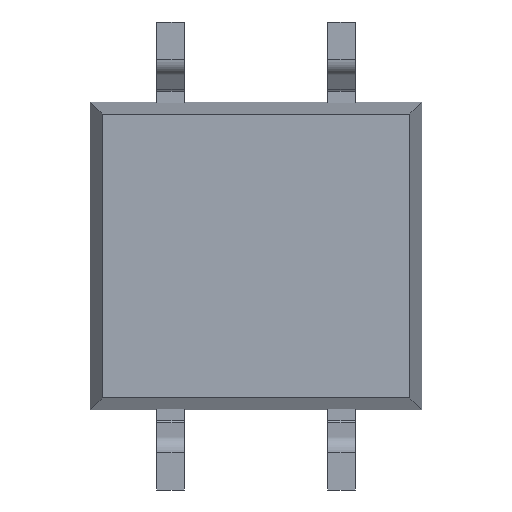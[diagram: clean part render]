
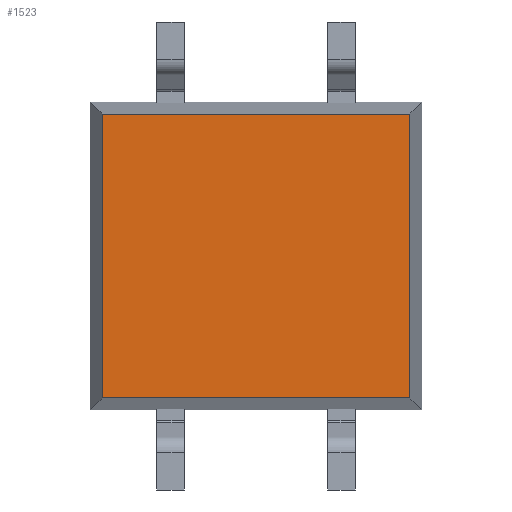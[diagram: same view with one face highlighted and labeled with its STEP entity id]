
A CAD part, front view. The second image highlights one B-rep face of the part: STEP entity #1523.
In plain terms, the highlighted planar face has unit normal (0, -1, 0).
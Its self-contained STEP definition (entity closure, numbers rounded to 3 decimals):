
#16 = EDGE_LOOP ( 'NONE', ( #1939, #2689, #142, #207 ) ) ;
#20 = DIRECTION ( 'NONE',  ( 0., 0., -1. ) ) ;
#132 = CARTESIAN_POINT ( 'NONE',  ( 2.284, -1.06, 2.109 ) ) ;
#142 = ORIENTED_EDGE ( 'NONE', *, *, #2004, .F. ) ;
#150 = FACE_OUTER_BOUND ( 'NONE', #16, .T. ) ;
#180 = CARTESIAN_POINT ( 'NONE',  ( -2.284, -1.06, 2.109 ) ) ;
#207 = ORIENTED_EDGE ( 'NONE', *, *, #253, .F. ) ;
#253 = EDGE_CURVE ( 'NONE', #1575, #591, #518, .T. ) ;
#297 = LINE ( 'NONE', #1043, #1341 ) ;
#363 = VERTEX_POINT ( 'NONE', #2201 ) ;
#518 = LINE ( 'NONE', #867, #2066 ) ;
#591 = VERTEX_POINT ( 'NONE', #132 ) ;
#689 = PLANE ( 'NONE',  #2551 ) ;
#701 = EDGE_CURVE ( 'NONE', #363, #2381, #2039, .T. ) ;
#867 = CARTESIAN_POINT ( 'NONE',  ( 0., -1.06, 2.109 ) ) ;
#879 = DIRECTION ( 'NONE',  ( 1., 0., 0. ) ) ;
#934 = VECTOR ( 'NONE', #1269, 1000. ) ;
#1015 = CARTESIAN_POINT ( 'NONE',  ( 2.284, -1.06, 0. ) ) ;
#1043 = CARTESIAN_POINT ( 'NONE',  ( -2.284, -1.06, 0. ) ) ;
#1243 = CARTESIAN_POINT ( 'NONE',  ( -2.284, -1.06, -2.109 ) ) ;
#1269 = DIRECTION ( 'NONE',  ( -1., 0., 0. ) ) ;
#1341 = VECTOR ( 'NONE', #1661, 1000. ) ;
#1501 = DIRECTION ( 'NONE',  ( 0., 1., 0. ) ) ;
#1523 = ADVANCED_FACE ( 'NONE', ( #150 ), #689, .F. ) ;
#1554 = LINE ( 'NONE', #1015, #2089 ) ;
#1575 = VERTEX_POINT ( 'NONE', #180 ) ;
#1661 = DIRECTION ( 'NONE',  ( 0., 0., 1. ) ) ;
#1939 = ORIENTED_EDGE ( 'NONE', *, *, #2378, .F. ) ;
#2004 = EDGE_CURVE ( 'NONE', #591, #363, #1554, .T. ) ;
#2039 = LINE ( 'NONE', #2104, #934 ) ;
#2066 = VECTOR ( 'NONE', #879, 1000. ) ;
#2089 = VECTOR ( 'NONE', #20, 1000. ) ;
#2104 = CARTESIAN_POINT ( 'NONE',  ( 0., -1.06, -2.109 ) ) ;
#2201 = CARTESIAN_POINT ( 'NONE',  ( 2.284, -1.06, -2.109 ) ) ;
#2378 = EDGE_CURVE ( 'NONE', #2381, #1575, #297, .T. ) ;
#2381 = VERTEX_POINT ( 'NONE', #1243 ) ;
#2549 = CARTESIAN_POINT ( 'NONE',  ( 0., -1.06, 0. ) ) ;
#2551 = AXIS2_PLACEMENT_3D ( 'NONE', #2549, #1501, #2580 ) ;
#2580 = DIRECTION ( 'NONE',  ( 0., 0., -1. ) ) ;
#2689 = ORIENTED_EDGE ( 'NONE', *, *, #701, .F. ) ;
